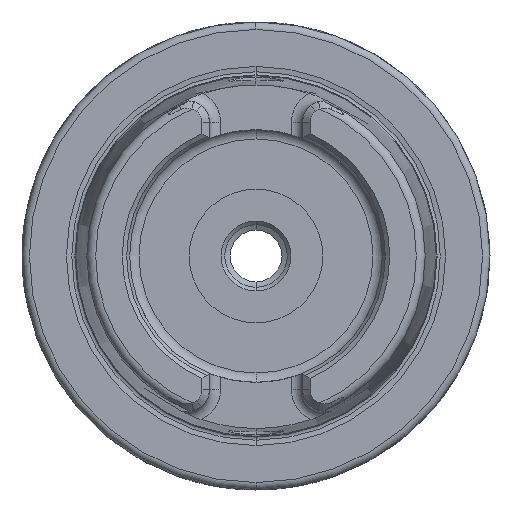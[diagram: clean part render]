
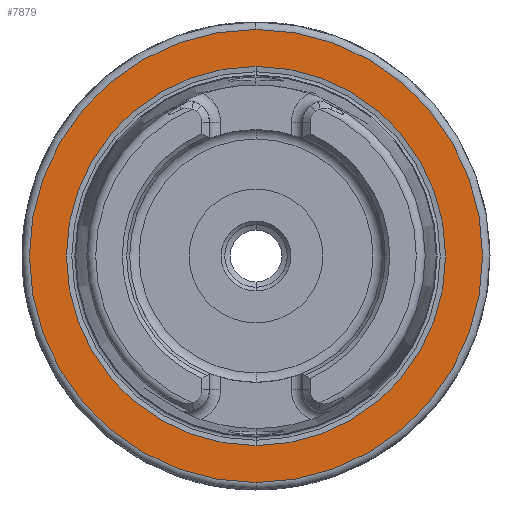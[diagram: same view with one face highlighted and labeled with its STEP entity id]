
A CAD part, left-side view. The second image highlights one B-rep face of the part: STEP entity #7879.
In plain terms, the highlighted planar face has unit normal (-1, 0, 0).
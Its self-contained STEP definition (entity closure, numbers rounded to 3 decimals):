
#37 = CIRCLE ( 'NONE', #2963, 30.5 ) ;
#81 = DIRECTION ( 'NONE',  ( 0., 0., -1. ) ) ;
#369 = CARTESIAN_POINT ( 'NONE',  ( -64., 0., 25.521 ) ) ;
#457 = EDGE_LOOP ( 'NONE', ( #3348, #513 ) ) ;
#513 = ORIENTED_EDGE ( 'NONE', *, *, #3774, .T. ) ;
#751 = DIRECTION ( 'NONE',  ( 0., 0., -1. ) ) ;
#1356 = DIRECTION ( 'NONE',  ( 0., 0., -1. ) ) ;
#1887 = CARTESIAN_POINT ( 'NONE',  ( -64., 31.5, 0. ) ) ;
#2008 = FACE_OUTER_BOUND ( 'NONE', #457, .T. ) ;
#2028 = FACE_BOUND ( 'NONE', #2239, .T. ) ;
#2077 = DIRECTION ( 'NONE',  ( 1., 0., 0. ) ) ;
#2239 = EDGE_LOOP ( 'NONE', ( #6677, #7237 ) ) ;
#2963 = AXIS2_PLACEMENT_3D ( 'NONE', #4841, #4987, #1356 ) ;
#3348 = ORIENTED_EDGE ( 'NONE', *, *, #5798, .T. ) ;
#3774 = EDGE_CURVE ( 'NONE', #6339, #7106, #37, .T. ) ;
#3908 = VERTEX_POINT ( 'NONE', #369 ) ;
#4028 = DIRECTION ( 'NONE',  ( 0., 0., -1. ) ) ;
#4185 = AXIS2_PLACEMENT_3D ( 'NONE', #6267, #2077, #6986 ) ;
#4432 = DIRECTION ( 'NONE',  ( -1., 0., 0. ) ) ;
#4700 = PLANE ( 'NONE',  #6516 ) ;
#4841 = CARTESIAN_POINT ( 'NONE',  ( -64., 0., 0. ) ) ;
#4938 = CARTESIAN_POINT ( 'NONE',  ( -64., 0., -30.5 ) ) ;
#4987 = DIRECTION ( 'NONE',  ( -1., 0., 0. ) ) ;
#5046 = DIRECTION ( 'NONE',  ( 1., 0., 0. ) ) ;
#5238 = EDGE_CURVE ( 'NONE', #6803, #3908, #6708, .T. ) ;
#5501 = AXIS2_PLACEMENT_3D ( 'NONE', #8629, #4432, #81 ) ;
#5660 = CIRCLE ( 'NONE', #5501, 30.5 ) ;
#5718 = EDGE_CURVE ( 'NONE', #3908, #6803, #5924, .T. ) ;
#5798 = EDGE_CURVE ( 'NONE', #7106, #6339, #5660, .T. ) ;
#5924 = CIRCLE ( 'NONE', #6637, 25.521 ) ;
#6267 = CARTESIAN_POINT ( 'NONE',  ( -64., 0., 0. ) ) ;
#6339 = VERTEX_POINT ( 'NONE', #6681 ) ;
#6516 = AXIS2_PLACEMENT_3D ( 'NONE', #1887, #8223, #4028 ) ;
#6637 = AXIS2_PLACEMENT_3D ( 'NONE', #9244, #5046, #751 ) ;
#6677 = ORIENTED_EDGE ( 'NONE', *, *, #5718, .T. ) ;
#6681 = CARTESIAN_POINT ( 'NONE',  ( -64., 0., 30.5 ) ) ;
#6708 = CIRCLE ( 'NONE', #4185, 25.521 ) ;
#6803 = VERTEX_POINT ( 'NONE', #7887 ) ;
#6986 = DIRECTION ( 'NONE',  ( 0., 0., -1. ) ) ;
#7106 = VERTEX_POINT ( 'NONE', #4938 ) ;
#7237 = ORIENTED_EDGE ( 'NONE', *, *, #5238, .T. ) ;
#7879 = ADVANCED_FACE ( 'NONE', ( #2008, #2028 ), #4700, .F. ) ;
#7887 = CARTESIAN_POINT ( 'NONE',  ( -64., 0., -25.521 ) ) ;
#8223 = DIRECTION ( 'NONE',  ( 1., 0., 0. ) ) ;
#8629 = CARTESIAN_POINT ( 'NONE',  ( -64., 0., 0. ) ) ;
#9244 = CARTESIAN_POINT ( 'NONE',  ( -64., 0., 0. ) ) ;
